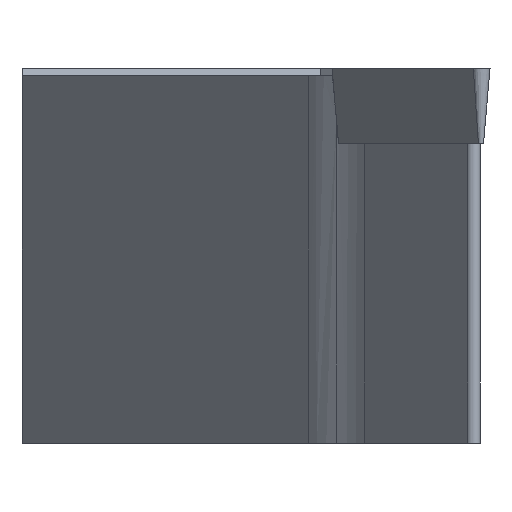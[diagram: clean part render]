
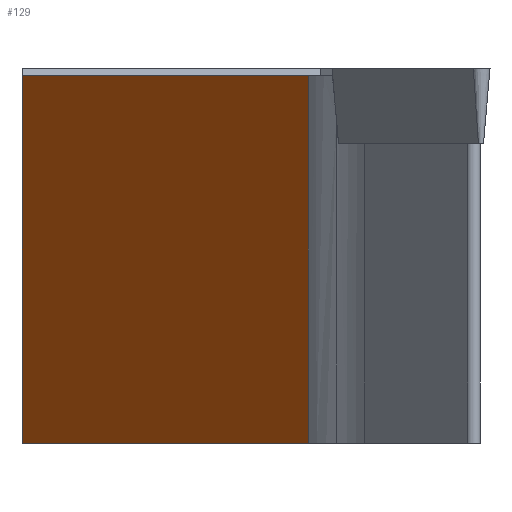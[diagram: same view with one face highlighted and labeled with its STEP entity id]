
A CAD part, left-side view. The second image highlights one B-rep face of the part: STEP entity #129.
In plain terms, the highlighted planar face has unit normal (-0.616, 0.788, 0).
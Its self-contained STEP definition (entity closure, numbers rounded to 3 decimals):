
#129=ADVANCED_FACE('',(#180),#153,.F.);
#153=PLANE('',#656);
#180=FACE_OUTER_BOUND('',#209,.T.);
#209=EDGE_LOOP('',(#428,#429,#430,#431));
#221=LINE('',#829,#278);
#243=LINE('',#881,#300);
#250=LINE('',#897,#307);
#260=LINE('',#932,#317);
#278=VECTOR('',#676,1.);
#300=VECTOR('',#718,1.);
#307=VECTOR('',#731,1.);
#317=VECTOR('',#773,1.);
#428=ORIENTED_EDGE('',*,*,#562,.F.);
#429=ORIENTED_EDGE('',*,*,#536,.F.);
#430=ORIENTED_EDGE('',*,*,#588,.T.);
#431=ORIENTED_EDGE('',*,*,#570,.F.);
#486=VERTEX_POINT('',#828);
#487=VERTEX_POINT('',#830);
#507=VERTEX_POINT('',#882);
#513=VERTEX_POINT('',#898);
#536=EDGE_CURVE('',#486,#487,#221,.T.);
#562=EDGE_CURVE('',#487,#507,#243,.T.);
#570=EDGE_CURVE('',#507,#513,#250,.T.);
#588=EDGE_CURVE('',#486,#513,#260,.T.);
#656=AXIS2_PLACEMENT_3D('',#934,#776,#777);
#676=DIRECTION('',(0.788,0.616,0.));
#718=DIRECTION('',(0.,0.,1.));
#731=DIRECTION('',(-0.788,-0.616,0.));
#773=DIRECTION('',(0.,0.,1.));
#776=DIRECTION('',(0.616,-0.788,0.));
#777=DIRECTION('',(0.788,0.616,0.));
#828=CARTESIAN_POINT('',(9.194,-12.223,-16.));
#829=CARTESIAN_POINT('',(9.194,-12.223,-16.));
#830=CARTESIAN_POINT('',(24.838,0.,-16.));
#881=CARTESIAN_POINT('',(24.838,0.,-40.));
#882=CARTESIAN_POINT('',(24.838,0.,-0.3));
#897=CARTESIAN_POINT('',(9.194,-12.223,-0.3));
#898=CARTESIAN_POINT('',(9.194,-12.223,-0.3));
#932=CARTESIAN_POINT('',(9.194,-12.223,-40.));
#934=CARTESIAN_POINT('',(9.194,-12.223,-40.));
